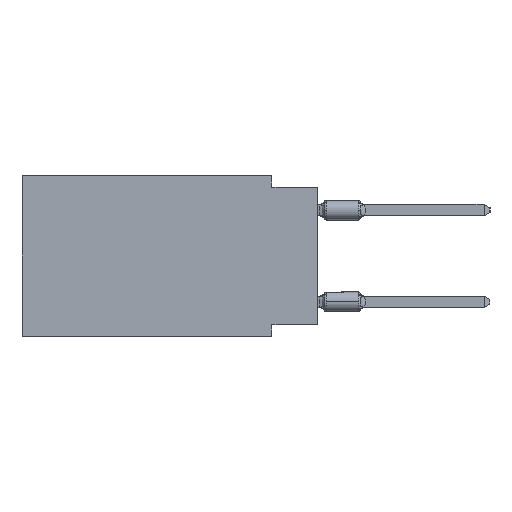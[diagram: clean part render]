
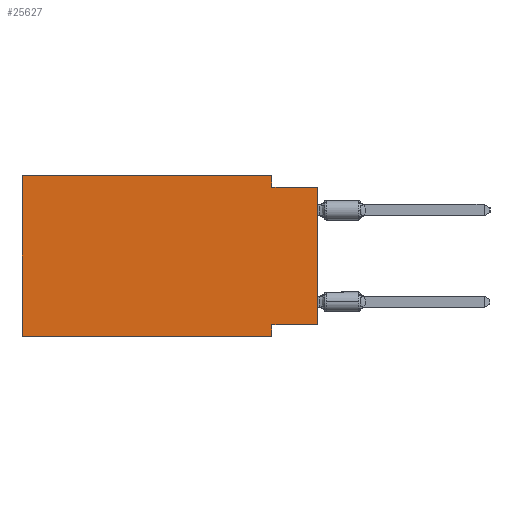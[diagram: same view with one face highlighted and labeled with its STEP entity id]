
A CAD part, left-side view. The second image highlights one B-rep face of the part: STEP entity #25627.
In plain terms, the highlighted planar face has unit normal (-1, 0, 0).
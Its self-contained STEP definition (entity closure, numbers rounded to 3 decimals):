
#717 = VECTOR ( 'NONE', #36420, 1000. ) ;
#815 = CARTESIAN_POINT ( 'NONE',  ( 0., 2.54, -0.635 ) ) ;
#3668 = ORIENTED_EDGE ( 'NONE', *, *, #18861, .T. ) ;
#4276 = ORIENTED_EDGE ( 'NONE', *, *, #52168, .F. ) ;
#5649 = CARTESIAN_POINT ( 'NONE',  ( 0., 16.383, -8.89 ) ) ;
#6040 = VECTOR ( 'NONE', #8079, 1000. ) ;
#6078 = VERTEX_POINT ( 'NONE', #815 ) ;
#8079 = DIRECTION ( 'NONE',  ( 0., 0., -1. ) ) ;
#8975 = CARTESIAN_POINT ( 'NONE',  ( 0., 16.383, 0. ) ) ;
#9180 = VECTOR ( 'NONE', #15585, 1000. ) ;
#11978 = CARTESIAN_POINT ( 'NONE',  ( 0., 0., 0. ) ) ;
#15486 = LINE ( 'NONE', #53746, #58269 ) ;
#15585 = DIRECTION ( 'NONE',  ( 0., 0., -1. ) ) ;
#16558 = ORIENTED_EDGE ( 'NONE', *, *, #24244, .F. ) ;
#18861 = EDGE_CURVE ( 'NONE', #55800, #56105, #44676, .T. ) ;
#19425 = ORIENTED_EDGE ( 'NONE', *, *, #59175, .F. ) ;
#20218 = CARTESIAN_POINT ( 'NONE',  ( 0., 2.54, -8.89 ) ) ;
#21362 = CARTESIAN_POINT ( 'NONE',  ( 0., 2.54, 0. ) ) ;
#22534 = CARTESIAN_POINT ( 'NONE',  ( 0., 16.383, 0. ) ) ;
#22839 = PLANE ( 'NONE',  #53982 ) ;
#22995 = ORIENTED_EDGE ( 'NONE', *, *, #32026, .F. ) ;
#23938 = VERTEX_POINT ( 'NONE', #53996 ) ;
#24244 = EDGE_CURVE ( 'NONE', #34099, #55091, #34177, .T. ) ;
#24338 = ORIENTED_EDGE ( 'NONE', *, *, #25714, .F. ) ;
#24829 = LINE ( 'NONE', #20218, #9180 ) ;
#25627 = ADVANCED_FACE ( 'NONE', ( #31497 ), #22839, .F. ) ;
#25714 = EDGE_CURVE ( 'NONE', #23938, #34099, #51232, .T. ) ;
#26288 = LINE ( 'NONE', #21362, #6040 ) ;
#26454 = EDGE_CURVE ( 'NONE', #23938, #50226, #42980, .T. ) ;
#26485 = CARTESIAN_POINT ( 'NONE',  ( 0., 16.383, 0. ) ) ;
#26555 = DIRECTION ( 'NONE',  ( 1., 0., 0. ) ) ;
#30644 = ORIENTED_EDGE ( 'NONE', *, *, #26454, .T. ) ;
#31497 = FACE_OUTER_BOUND ( 'NONE', #42571, .T. ) ;
#32026 = EDGE_CURVE ( 'NONE', #55091, #6078, #26288, .T. ) ;
#32319 = ORIENTED_EDGE ( 'NONE', *, *, #52531, .F. ) ;
#34099 = VERTEX_POINT ( 'NONE', #26485 ) ;
#34177 = LINE ( 'NONE', #54221, #38062 ) ;
#36420 = DIRECTION ( 'NONE',  ( 0., 0., 1. ) ) ;
#38062 = VECTOR ( 'NONE', #43435, 1000. ) ;
#38479 = VECTOR ( 'NONE', #48871, 1000. ) ;
#42571 = EDGE_LOOP ( 'NONE', ( #3668, #32319, #22995, #16558, #24338, #30644, #19425, #4276 ) ) ;
#42980 = LINE ( 'NONE', #5649, #48083 ) ;
#43435 = DIRECTION ( 'NONE',  ( 0., -1., 0. ) ) ;
#43552 = DIRECTION ( 'NONE',  ( 0., -1., 0. ) ) ;
#43924 = LINE ( 'NONE', #44213, #38479 ) ;
#44213 = CARTESIAN_POINT ( 'NONE',  ( 0., 0., -8.255 ) ) ;
#44676 = LINE ( 'NONE', #11978, #53612 ) ;
#45378 = DIRECTION ( 'NONE',  ( 0., 0., -1. ) ) ;
#45452 = VERTEX_POINT ( 'NONE', #58371 ) ;
#48083 = VECTOR ( 'NONE', #49691, 1000. ) ;
#48871 = DIRECTION ( 'NONE',  ( 0., 1., 0. ) ) ;
#49691 = DIRECTION ( 'NONE',  ( 0., -1., 0. ) ) ;
#50219 = CARTESIAN_POINT ( 'NONE',  ( 0., 2.54, -8.89 ) ) ;
#50226 = VERTEX_POINT ( 'NONE', #50219 ) ;
#51232 = LINE ( 'NONE', #8975, #717 ) ;
#52168 = EDGE_CURVE ( 'NONE', #55800, #45452, #43924, .T. ) ;
#52531 = EDGE_CURVE ( 'NONE', #6078, #56105, #15486, .T. ) ;
#53612 = VECTOR ( 'NONE', #59172, 1000. ) ;
#53746 = CARTESIAN_POINT ( 'NONE',  ( 0., 0., -0.635 ) ) ;
#53975 = CARTESIAN_POINT ( 'NONE',  ( 0., 0., -8.255 ) ) ;
#53982 = AXIS2_PLACEMENT_3D ( 'NONE', #22534, #26555, #45378 ) ;
#53996 = CARTESIAN_POINT ( 'NONE',  ( 0., 16.383, -8.89 ) ) ;
#54221 = CARTESIAN_POINT ( 'NONE',  ( 0., 16.383, 0. ) ) ;
#55091 = VERTEX_POINT ( 'NONE', #58814 ) ;
#55800 = VERTEX_POINT ( 'NONE', #53975 ) ;
#56105 = VERTEX_POINT ( 'NONE', #58824 ) ;
#58269 = VECTOR ( 'NONE', #43552, 1000. ) ;
#58371 = CARTESIAN_POINT ( 'NONE',  ( 0., 2.54, -8.255 ) ) ;
#58814 = CARTESIAN_POINT ( 'NONE',  ( 0., 2.54, 0. ) ) ;
#58824 = CARTESIAN_POINT ( 'NONE',  ( 0., 0., -0.635 ) ) ;
#59172 = DIRECTION ( 'NONE',  ( 0., 0., 1. ) ) ;
#59175 = EDGE_CURVE ( 'NONE', #45452, #50226, #24829, .T. ) ;
